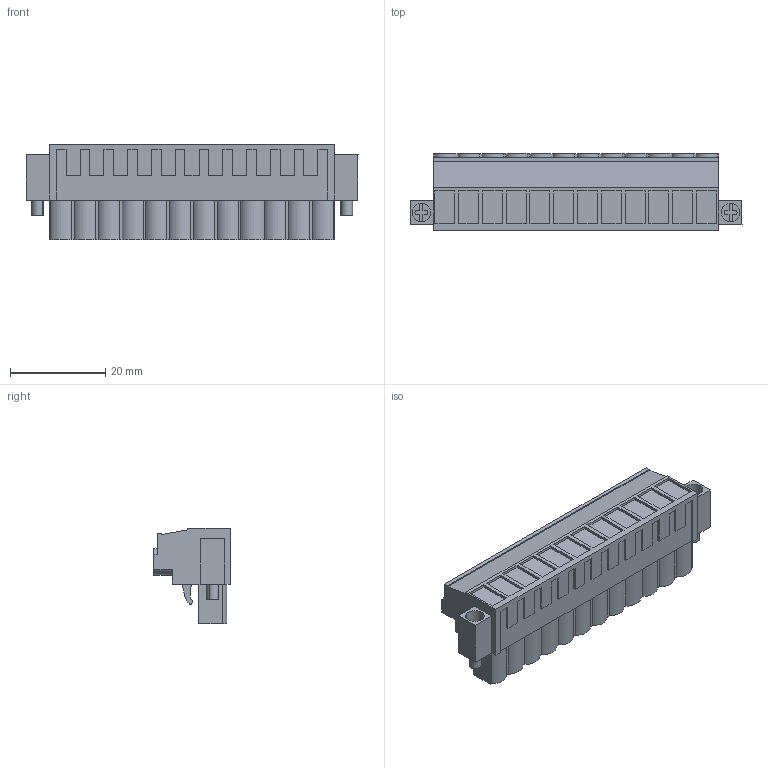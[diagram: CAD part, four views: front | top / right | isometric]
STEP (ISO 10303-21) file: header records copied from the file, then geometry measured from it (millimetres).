
FILE_DESCRIPTION(('CATIA V5 STEP Exchange','CAx-IF Rec.Pracs.--- Model Styling and Organization---1.2---2011-12-15'),'2;1');
FILE_NAME ('D1460344_0_1955700000_1955700000.stp','2017-05-31T12:24:40+00:00',('none'),('Weidmueller'),'CATIA Version 5-6 Release 2014','CATIA V5 STEP AP214','none');
FILE_SCHEMA(('AUTOMOTIVE_DESIGN { 1 0 10303 214 1 1 1 1 }'));
Length unit declared in the file: millimetre
Products named in the file (1): 1955700000
Bounding box: 69.8 x 16.1 x 20.1 mm (x, y, z)
Volume: 12330.4 mm3; surface area: 7214.8 mm2
Topology: 15 solids, 15 shells, 824 faces, 2332 edges, 1590 vertices
Faces by surface type: plane 664, cylinder 160
Entity records: 25132 total; most frequent: CARTESIAN_POINT 4783, ORIENTED_EDGE 4664, DIRECTION 3385, EDGE_CURVE 2332, VECTOR 1932, LINE 1932, VERTEX_POINT 1590, AXIS2_PLACEMENT_3D 905
